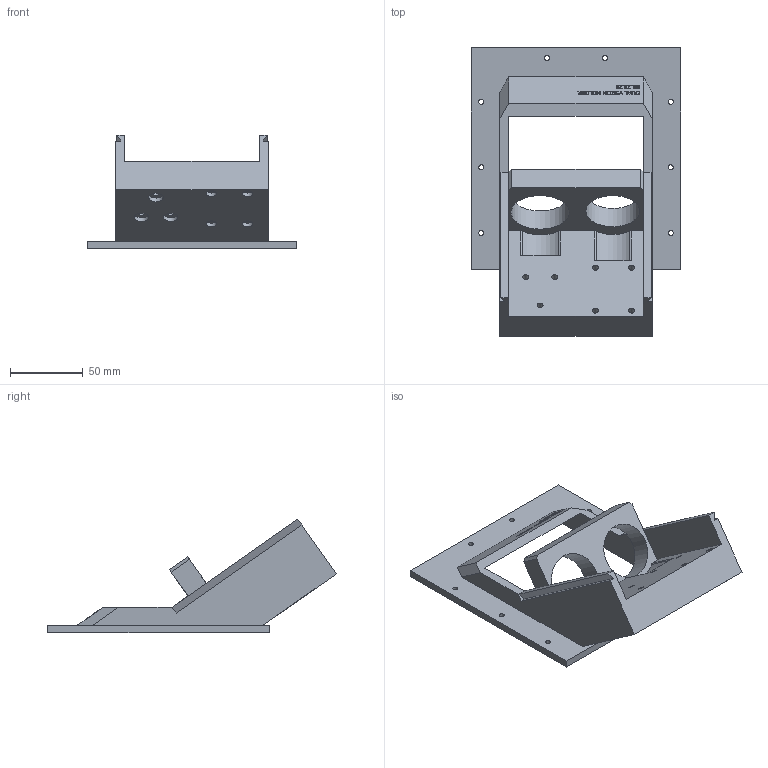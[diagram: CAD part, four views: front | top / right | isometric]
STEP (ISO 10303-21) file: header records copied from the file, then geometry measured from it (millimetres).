
FILE_DESCRIPTION(/* description */ (''),/* implementation_level */ '2;1');
FILE_NAME(/* name */ 'cameraholderbody v0.5.stp',/* time_stamp */ '2025-08-13T14:24:11-04:00',/* author */ ('mateo'),/* organization */ (''),/* preprocessor_version */ 'ST-DEVELOPER v20',/* originating_system */ 'Autodesk Inventor 2025',/* authorisation */ '');
FILE_SCHEMA (('AUTOMOTIVE_DESIGN { 1 0 10303 214 3 1 1 }'));
Length unit declared in the file: millimetre
Products named in the file (1): cameraholderbody v0.5
Bounding box: 144 x 197.86 x 78.06 mm (x, y, z)
Volume: 318630.6 mm3; surface area: 84133.1 mm2
Topology: 1 solids, 3 shells, 449 faces, 1199 edges, 799 vertices
Faces by surface type: plane 261, bspline 150, cylinder 38
Full cylindrical faces by diameter (mm): 3.459 x8, 4 x7, 7 x4, 10 x2, 10.04 x1, 37 x1, 40 x1
Entity records: 14779 total; most frequent: CARTESIAN_POINT 4398, ORIENTED_EDGE 2398, DIRECTION 1575, EDGE_CURVE 1199, LINE 823, VECTOR 823, VERTEX_POINT 798, EDGE_LOOP 527
